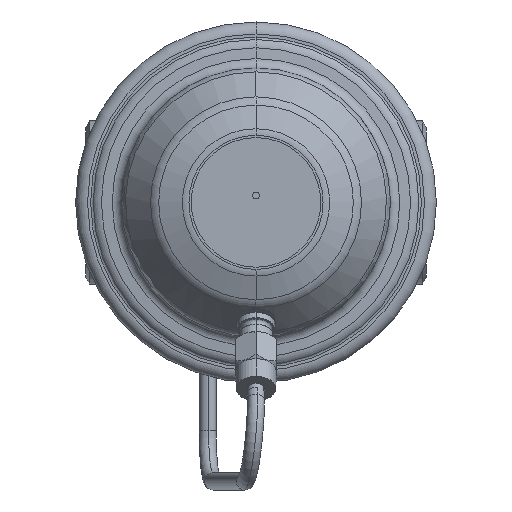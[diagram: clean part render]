
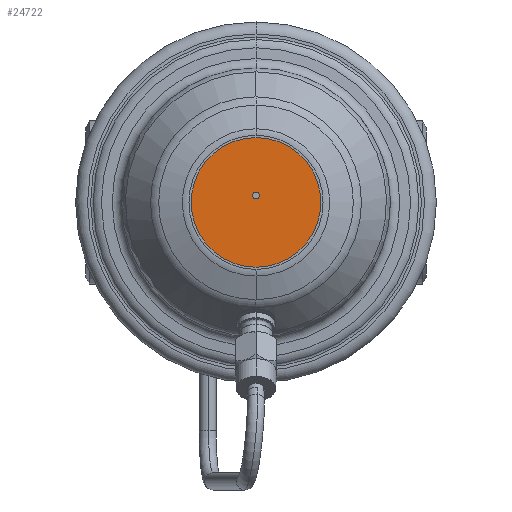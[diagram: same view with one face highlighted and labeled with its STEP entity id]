
A CAD part, front view. The second image highlights one B-rep face of the part: STEP entity #24722.
In plain terms, the highlighted planar face has unit normal (0, -1, 0).
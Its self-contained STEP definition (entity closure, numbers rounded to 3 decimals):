
#9528=CARTESIAN_POINT('',(0.,-96.982,0.));
#9529=DIRECTION('',(0.,-1.,0.));
#9530=DIRECTION('',(-1.,0.,0.));
#9531=AXIS2_PLACEMENT_3D('',#9528,#9529,#9530);
#9533=CARTESIAN_POINT('',(0.,-96.982,0.));
#9534=DIRECTION('',(0.,-1.,0.));
#9535=DIRECTION('',(1.,0.,0.));
#9536=AXIS2_PLACEMENT_3D('',#9533,#9534,#9535);
#9538=CARTESIAN_POINT('',(0.,-96.982,2.));
#9539=DIRECTION('',(0.,1.,0.));
#9540=DIRECTION('',(-1.,0.,0.));
#9541=AXIS2_PLACEMENT_3D('',#9538,#9539,#9540);
#9543=CARTESIAN_POINT('',(0.,-96.982,2.));
#9544=DIRECTION('',(0.,1.,0.));
#9545=DIRECTION('',(1.,0.,0.));
#9546=AXIS2_PLACEMENT_3D('',#9543,#9544,#9545);
#13894=CARTESIAN_POINT('',(-19.05,-96.982,0.));
#13895=CARTESIAN_POINT('',(19.05,-96.982,0.));
#13896=VERTEX_POINT('',#13894);
#13897=VERTEX_POINT('',#13895);
#13898=CARTESIAN_POINT('',(-1.,-96.982,2.));
#13899=CARTESIAN_POINT('',(1.,-96.982,2.));
#13900=VERTEX_POINT('',#13898);
#13901=VERTEX_POINT('',#13899);
#24707=CARTESIAN_POINT('',(0.,-96.982,0.));
#24708=DIRECTION('',(0.,-1.,0.));
#24709=DIRECTION('',(-1.,0.,0.));
#24710=AXIS2_PLACEMENT_3D('',#24707,#24708,#24709);
#24711=PLANE('',#24710);
#24712=ORIENTED_EDGE('',*,*,#24687,.F.);
#24713=ORIENTED_EDGE('',*,*,#24701,.F.);
#24714=EDGE_LOOP('',(#24712,#24713));
#24715=FACE_OUTER_BOUND('',#24714,.F.);
#24717=ORIENTED_EDGE('',*,*,#24716,.F.);
#24719=ORIENTED_EDGE('',*,*,#24718,.F.);
#24720=EDGE_LOOP('',(#24717,#24719));
#24721=FACE_BOUND('',#24720,.F.);
#24722=ADVANCED_FACE('',(#24715,#24721),#24711,.T.);
#9532=CIRCLE('',#9531,19.05);
#9537=CIRCLE('',#9536,19.05);
#9542=CIRCLE('',#9541,1.);
#9547=CIRCLE('',#9546,1.);
#24687=EDGE_CURVE('',#13896,#13897,#9532,.T.);
#24701=EDGE_CURVE('',#13897,#13896,#9537,.T.);
#24716=EDGE_CURVE('',#13900,#13901,#9542,.T.);
#24718=EDGE_CURVE('',#13901,#13900,#9547,.T.);
